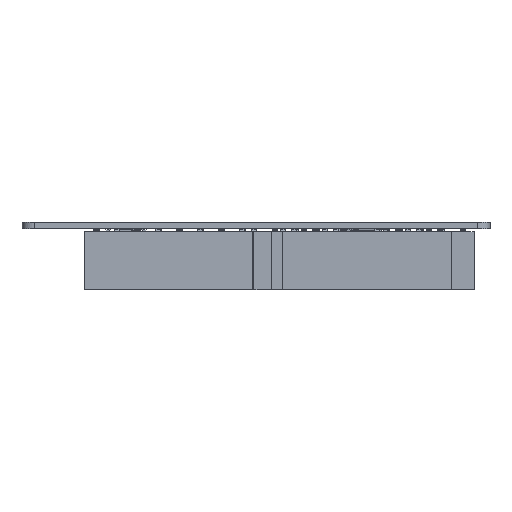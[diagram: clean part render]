
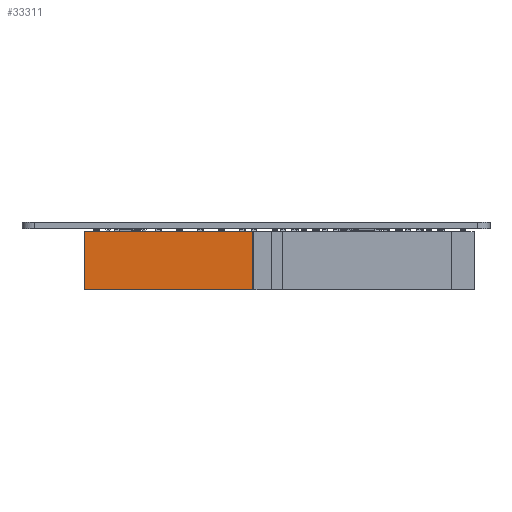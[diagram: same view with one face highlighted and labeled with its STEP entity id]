
A CAD part, front view. The second image highlights one B-rep face of the part: STEP entity #33311.
In plain terms, the highlighted face is planar.
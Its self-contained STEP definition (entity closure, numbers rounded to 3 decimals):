
#30145 = PLANE('',#30146);
#30146 = AXIS2_PLACEMENT_3D('',#30147,#30148,#30149);
#30147 = CARTESIAN_POINT('',(-1.27,-10.26,0.3));
#30148 = DIRECTION('',(0.,1.,0.));
#30149 = DIRECTION('',(1.,0.,0.));
#30173 = PLANE('',#30174);
#30174 = AXIS2_PLACEMENT_3D('',#30175,#30176,#30177);
#30175 = CARTESIAN_POINT('',(1.27,-10.26,7.4));
#30176 = DIRECTION('',(-0.,0.,-1.));
#30177 = DIRECTION('',(0.,-1.,-0.));
#30201 = PLANE('',#30202);
#30202 = AXIS2_PLACEMENT_3D('',#30203,#30204,#30205);
#30203 = CARTESIAN_POINT('',(1.27,10.26,0.3));
#30204 = DIRECTION('',(0.,-1.,0.));
#30205 = DIRECTION('',(-1.,0.,0.));
#30243 = VERTEX_POINT('',#30244);
#30244 = CARTESIAN_POINT('',(-1.27,-10.26,0.3));
#30260 = PLANE('',#30261);
#30261 = AXIS2_PLACEMENT_3D('',#30262,#30263,#30264);
#30262 = CARTESIAN_POINT('',(1.27,-10.26,0.3));
#30263 = DIRECTION('',(-0.,0.,-1.));
#30264 = DIRECTION('',(0.,-1.,-0.));
#30272 = EDGE_CURVE('',#30243,#30273,#30275,.T.);
#30273 = VERTEX_POINT('',#30274);
#30274 = CARTESIAN_POINT('',(-1.27,-10.26,7.4));
#30275 = SURFACE_CURVE('',#30276,(#30280,#30287),.PCURVE_S1.);
#30276 = LINE('',#30277,#30278);
#30277 = CARTESIAN_POINT('',(-1.27,-10.26,0.3));
#30278 = VECTOR('',#30279,1.);
#30279 = DIRECTION('',(0.,0.,1.));
#30280 = PCURVE('',#30145,#30281);
#30281 = DEFINITIONAL_REPRESENTATION('',(#30282),#30286);
#30282 = LINE('',#30283,#30284);
#30283 = CARTESIAN_POINT('',(0.,0.));
#30284 = VECTOR('',#30285,1.);
#30285 = DIRECTION('',(0.,-1.));
#30286 = ( GEOMETRIC_REPRESENTATION_CONTEXT(2) 
PARAMETRIC_REPRESENTATION_CONTEXT() REPRESENTATION_CONTEXT('2D SPACE',''
  ) );
#30287 = PCURVE('',#30288,#30293);
#30288 = PLANE('',#30289);
#30289 = AXIS2_PLACEMENT_3D('',#30290,#30291,#30292);
#30290 = CARTESIAN_POINT('',(-1.27,10.26,0.3));
#30291 = DIRECTION('',(1.,0.,0.));
#30292 = DIRECTION('',(0.,-1.,0.));
#30293 = DEFINITIONAL_REPRESENTATION('',(#30294),#30298);
#30294 = LINE('',#30295,#30296);
#30295 = CARTESIAN_POINT('',(20.52,0.));
#30296 = VECTOR('',#30297,1.);
#30297 = DIRECTION('',(0.,-1.));
#30298 = ( GEOMETRIC_REPRESENTATION_CONTEXT(2) 
PARAMETRIC_REPRESENTATION_CONTEXT() REPRESENTATION_CONTEXT('2D SPACE',''
  ) );
#30455 = VERTEX_POINT('',#30456);
#30456 = CARTESIAN_POINT('',(-1.27,10.26,7.4));
#30477 = EDGE_CURVE('',#30478,#30455,#30480,.T.);
#30478 = VERTEX_POINT('',#30479);
#30479 = CARTESIAN_POINT('',(-1.27,10.26,0.3));
#30480 = SURFACE_CURVE('',#30481,(#30485,#30492),.PCURVE_S1.);
#30481 = LINE('',#30482,#30483);
#30482 = CARTESIAN_POINT('',(-1.27,10.26,0.3));
#30483 = VECTOR('',#30484,1.);
#30484 = DIRECTION('',(0.,0.,1.));
#30485 = PCURVE('',#30201,#30486);
#30486 = DEFINITIONAL_REPRESENTATION('',(#30487),#30491);
#30487 = LINE('',#30488,#30489);
#30488 = CARTESIAN_POINT('',(2.54,0.));
#30489 = VECTOR('',#30490,1.);
#30490 = DIRECTION('',(0.,-1.));
#30491 = ( GEOMETRIC_REPRESENTATION_CONTEXT(2) 
PARAMETRIC_REPRESENTATION_CONTEXT() REPRESENTATION_CONTEXT('2D SPACE',''
  ) );
#30492 = PCURVE('',#30288,#30493);
#30493 = DEFINITIONAL_REPRESENTATION('',(#30494),#30498);
#30494 = LINE('',#30495,#30496);
#30495 = CARTESIAN_POINT('',(0.,0.));
#30496 = VECTOR('',#30497,1.);
#30497 = DIRECTION('',(0.,-1.));
#30498 = ( GEOMETRIC_REPRESENTATION_CONTEXT(2) 
PARAMETRIC_REPRESENTATION_CONTEXT() REPRESENTATION_CONTEXT('2D SPACE',''
  ) );
#30622 = EDGE_CURVE('',#30455,#30273,#30623,.T.);
#30623 = SURFACE_CURVE('',#30624,(#30628,#30635),.PCURVE_S1.);
#30624 = LINE('',#30625,#30626);
#30625 = CARTESIAN_POINT('',(-1.27,10.26,7.4));
#30626 = VECTOR('',#30627,1.);
#30627 = DIRECTION('',(0.,-1.,0.));
#30628 = PCURVE('',#30173,#30629);
#30629 = DEFINITIONAL_REPRESENTATION('',(#30630),#30634);
#30630 = LINE('',#30631,#30632);
#30631 = CARTESIAN_POINT('',(-20.52,2.54));
#30632 = VECTOR('',#30633,1.);
#30633 = DIRECTION('',(1.,0.));
#30634 = ( GEOMETRIC_REPRESENTATION_CONTEXT(2) 
PARAMETRIC_REPRESENTATION_CONTEXT() REPRESENTATION_CONTEXT('2D SPACE',''
  ) );
#30635 = PCURVE('',#30288,#30636);
#30636 = DEFINITIONAL_REPRESENTATION('',(#30637),#30641);
#30637 = LINE('',#30638,#30639);
#30638 = CARTESIAN_POINT('',(0.,-7.1));
#30639 = VECTOR('',#30640,1.);
#30640 = DIRECTION('',(1.,0.));
#30641 = ( GEOMETRIC_REPRESENTATION_CONTEXT(2) 
PARAMETRIC_REPRESENTATION_CONTEXT() REPRESENTATION_CONTEXT('2D SPACE',''
  ) );
#31581 = EDGE_CURVE('',#30478,#30243,#31582,.T.);
#31582 = SURFACE_CURVE('',#31583,(#31587,#31594),.PCURVE_S1.);
#31583 = LINE('',#31584,#31585);
#31584 = CARTESIAN_POINT('',(-1.27,10.26,0.3));
#31585 = VECTOR('',#31586,1.);
#31586 = DIRECTION('',(0.,-1.,0.));
#31587 = PCURVE('',#30260,#31588);
#31588 = DEFINITIONAL_REPRESENTATION('',(#31589),#31593);
#31589 = LINE('',#31590,#31591);
#31590 = CARTESIAN_POINT('',(-20.52,2.54));
#31591 = VECTOR('',#31592,1.);
#31592 = DIRECTION('',(1.,0.));
#31593 = ( GEOMETRIC_REPRESENTATION_CONTEXT(2) 
PARAMETRIC_REPRESENTATION_CONTEXT() REPRESENTATION_CONTEXT('2D SPACE',''
  ) );
#31594 = PCURVE('',#30288,#31595);
#31595 = DEFINITIONAL_REPRESENTATION('',(#31596),#31600);
#31596 = LINE('',#31597,#31598);
#31597 = CARTESIAN_POINT('',(0.,0.));
#31598 = VECTOR('',#31599,1.);
#31599 = DIRECTION('',(1.,0.));
#31600 = ( GEOMETRIC_REPRESENTATION_CONTEXT(2) 
PARAMETRIC_REPRESENTATION_CONTEXT() REPRESENTATION_CONTEXT('2D SPACE',''
  ) );
#33311 = ADVANCED_FACE('',(#33312),#30288,.F.);
#33312 = FACE_BOUND('',#33313,.F.);
#33313 = EDGE_LOOP('',(#33314,#33315,#33316,#33317));
#33314 = ORIENTED_EDGE('',*,*,#30477,.T.);
#33315 = ORIENTED_EDGE('',*,*,#30622,.T.);
#33316 = ORIENTED_EDGE('',*,*,#30272,.F.);
#33317 = ORIENTED_EDGE('',*,*,#31581,.F.);
